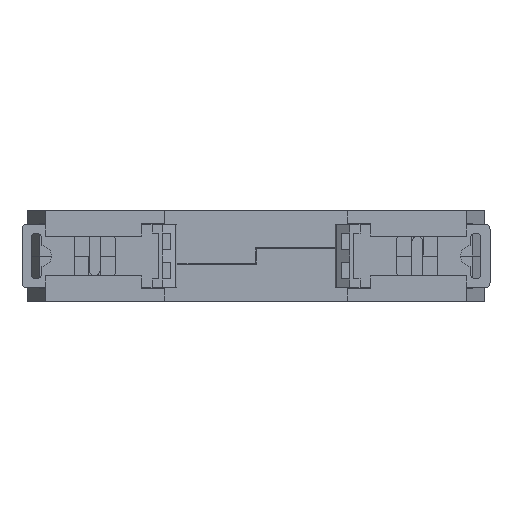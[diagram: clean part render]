
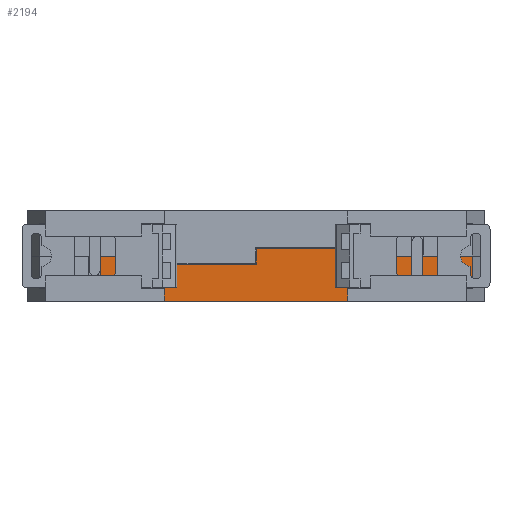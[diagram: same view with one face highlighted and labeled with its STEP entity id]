
A CAD part, front view. The second image highlights one B-rep face of the part: STEP entity #2194.
In plain terms, the highlighted planar face has unit normal (0, -1, 0).
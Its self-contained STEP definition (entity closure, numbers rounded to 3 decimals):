
#2194=ADVANCED_FACE('',(#14258),#14260,.F.);
#14258=FACE_BOUND('',#14259,.T.);
#14259=EDGE_LOOP('',(#26185,#26186,#26187,#26188,#26189,#26190,#26191,#26192,#26193,
#26194,#26195,#26196,#26197,#26198));
#14260=PLANE('',#14261);
#14261=AXIS2_PLACEMENT_3D('',#14262,#14263,#14264);
#14262=CARTESIAN_POINT('',(42.4,0.,8.9));
#14263=DIRECTION('',(0.,1.,0.));
#14264=DIRECTION('',(-1.,0.,0.));
#26185=ORIENTED_EDGE('',*,*,#33183,.F.);
#26186=ORIENTED_EDGE('',*,*,#33378,.F.);
#26187=ORIENTED_EDGE('',*,*,#33373,.T.);
#26188=ORIENTED_EDGE('',*,*,#33379,.T.);
#26189=ORIENTED_EDGE('',*,*,#33380,.T.);
#26190=ORIENTED_EDGE('',*,*,#33381,.F.);
#26191=ORIENTED_EDGE('',*,*,#33365,.T.);
#26192=ORIENTED_EDGE('',*,*,#33382,.F.);
#26193=ORIENTED_EDGE('',*,*,#33188,.F.);
#26194=ORIENTED_EDGE('',*,*,#33383,.F.);
#26195=ORIENTED_EDGE('',*,*,#33384,.F.);
#26196=ORIENTED_EDGE('',*,*,#33385,.T.);
#26197=ORIENTED_EDGE('',*,*,#33386,.F.);
#26198=ORIENTED_EDGE('',*,*,#33387,.T.);
#33183=EDGE_CURVE('',#37242,#37244,#37245,.T.);
#33188=EDGE_CURVE('',#37252,#37254,#37255,.T.);
#33365=EDGE_CURVE('',#37555,#37553,#37556,.T.);
#33373=EDGE_CURVE('',#37571,#37569,#37572,.T.);
#33378=EDGE_CURVE('',#37571,#37242,#37579,.T.);
#33379=EDGE_CURVE('',#37569,#37580,#37581,.T.);
#33380=EDGE_CURVE('',#37580,#37582,#37583,.T.);
#33381=EDGE_CURVE('',#37555,#37582,#37584,.T.);
#33382=EDGE_CURVE('',#37254,#37553,#37585,.T.);
#33383=EDGE_CURVE('',#37586,#37252,#37587,.T.);
#33384=EDGE_CURVE('',#37588,#37586,#37589,.T.);
#33385=EDGE_CURVE('',#37588,#37590,#37591,.T.);
#33386=EDGE_CURVE('',#37592,#37590,#37593,.T.);
#33387=EDGE_CURVE('',#37592,#37244,#37594,.T.);
#37242=VERTEX_POINT('',#44677);
#37244=VERTEX_POINT('',#44681);
#37245=LINE('',#44682,#44683);
#37252=VERTEX_POINT('',#44697);
#37254=VERTEX_POINT('',#44701);
#37255=LINE('',#44702,#44703);
#37553=VERTEX_POINT('',#45357);
#37555=VERTEX_POINT('',#45361);
#37556=LINE('',#45362,#45363);
#37569=VERTEX_POINT('',#45389);
#37571=VERTEX_POINT('',#45393);
#37572=LINE('',#45394,#45395);
#37579=LINE('',#45411,#45412);
#37580=VERTEX_POINT('',#45414);
#37581=LINE('',#45415,#45416);
#37582=VERTEX_POINT('',#45418);
#37583=LINE('',#45419,#45420);
#37584=LINE('',#45422,#45423);
#37585=LINE('',#45425,#45426);
#37586=VERTEX_POINT('',#45428);
#37587=LINE('',#45429,#45430);
#37588=VERTEX_POINT('',#45432);
#37589=LINE('',#45433,#45434);
#37590=VERTEX_POINT('',#45436);
#37591=LINE('',#45437,#45438);
#37592=VERTEX_POINT('',#45440);
#37593=LINE('',#45441,#45442);
#37594=LINE('',#45444,#45445);
#44677=CARTESIAN_POINT('',(-30.5,0.,8.9));
#44681=CARTESIAN_POINT('',(-18.,0.,8.9));
#44682=CARTESIAN_POINT('',(-30.5,0.,8.9));
#44683=VECTOR('',#44684,1.);
#44684=DIRECTION('',(1.,0.,0.));
#44697=CARTESIAN_POINT('',(17.9,0.,8.9));
#44701=CARTESIAN_POINT('',(42.4,0.,8.9));
#44702=CARTESIAN_POINT('',(17.9,0.,8.9));
#44703=VECTOR('',#44704,1.);
#44704=DIRECTION('',(1.,0.,0.));
#45357=CARTESIAN_POINT('',(42.4,0.,2.5));
#45361=CARTESIAN_POINT('',(18.,0.,2.5));
#45362=CARTESIAN_POINT('',(18.,0.,2.5));
#45363=VECTOR('',#45364,1.);
#45364=DIRECTION('',(1.,0.,0.));
#45389=CARTESIAN_POINT('',(-18.,0.,2.5));
#45393=CARTESIAN_POINT('',(-30.5,0.,2.5));
#45394=CARTESIAN_POINT('',(-30.5,0.,2.5));
#45395=VECTOR('',#45396,1.);
#45396=DIRECTION('',(1.,0.,0.));
#45411=CARTESIAN_POINT('',(-30.5,0.,2.5));
#45412=VECTOR('',#45413,1.);
#45413=DIRECTION('',(0.,0.,1.));
#45414=CARTESIAN_POINT('',(-18.,0.,0.));
#45415=CARTESIAN_POINT('',(-18.,0.,2.5));
#45416=VECTOR('',#45417,1.);
#45417=DIRECTION('',(0.,0.,-1.));
#45418=CARTESIAN_POINT('',(18.,0.,0.));
#45419=CARTESIAN_POINT('',(-18.,0.,0.));
#45420=VECTOR('',#45421,1.);
#45421=DIRECTION('',(1.,0.,0.));
#45422=CARTESIAN_POINT('',(18.,0.,2.5));
#45423=VECTOR('',#45424,1.);
#45424=DIRECTION('',(0.,0.,-1.));
#45425=CARTESIAN_POINT('',(42.4,0.,8.9));
#45426=VECTOR('',#45427,1.);
#45427=DIRECTION('',(0.,0.,-1.));
#45428=CARTESIAN_POINT('',(17.9,0.,10.4));
#45429=CARTESIAN_POINT('',(17.9,0.,10.4));
#45430=VECTOR('',#45431,1.);
#45431=DIRECTION('',(0.,0.,-1.));
#45432=CARTESIAN_POINT('',(0.05,0.,10.4));
#45433=CARTESIAN_POINT('',(0.05,0.,10.4));
#45434=VECTOR('',#45435,1.);
#45435=DIRECTION('',(1.,0.,0.));
#45436=CARTESIAN_POINT('',(0.05,0.,7.3));
#45437=CARTESIAN_POINT('',(0.05,0.,10.4));
#45438=VECTOR('',#45439,1.);
#45439=DIRECTION('',(0.,0.,-1.));
#45440=CARTESIAN_POINT('',(-18.,0.,7.3));
#45441=CARTESIAN_POINT('',(-18.,0.,7.3));
#45442=VECTOR('',#45443,1.);
#45443=DIRECTION('',(1.,0.,0.));
#45444=CARTESIAN_POINT('',(-18.,0.,7.3));
#45445=VECTOR('',#45446,1.);
#45446=DIRECTION('',(0.,0.,1.));
